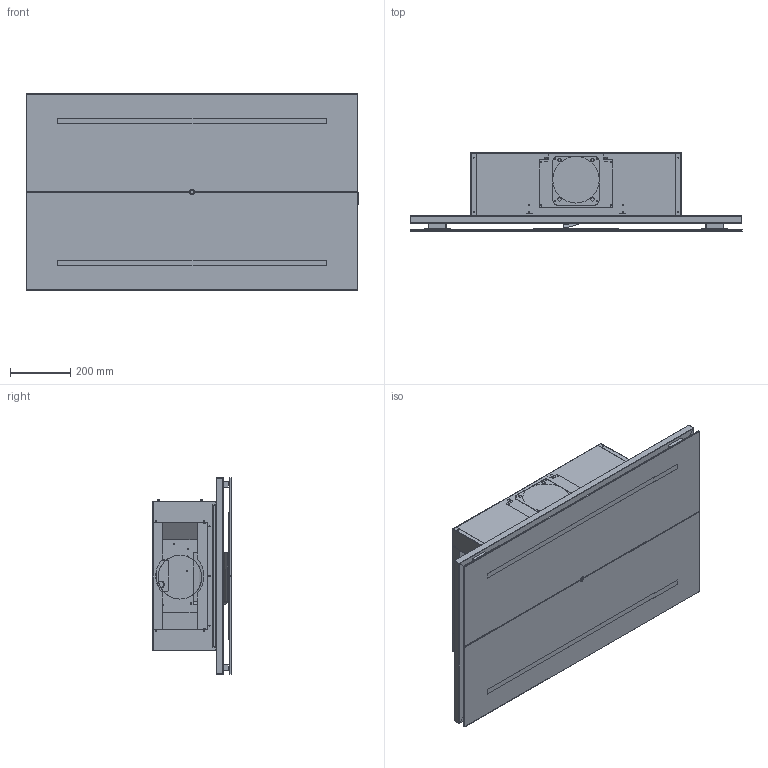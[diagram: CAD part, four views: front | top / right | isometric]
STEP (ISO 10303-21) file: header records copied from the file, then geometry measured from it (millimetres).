
FILE_DESCRIPTION (( 'STEP AP214' ), '1' );
FILE_NAME ('_S960_2014-12-10.STEP', '2019-02-13T09:48:38', ( 'sirius' ), ( '' ), 'SwSTEP 2.0', 'SolidWorks 2018', '' );
FILE_SCHEMA (( 'AUTOMOTIVE_DESIGN' ));
Length unit declared in the file: millimetre
Products named in the file (1): _S960_2014-12-10
Bounding box: 1100 x 260 x 650 mm (x, y, z)
Surface area: 4694006.1 mm2 (no closed solid volume)
Topology: 0 solids, 95 shells, 547 faces, 3325 edges, 2773 vertices
Faces by surface type: cylinder 322, plane 195, cone 19, bspline 9, torus 2
Entity records: 42144 total; most frequent: CARTESIAN_POINT 10532, DIRECTION 5449, ORIENTED_EDGE 4170, EDGE_CURVE 3325, VERTEX_POINT 2773, AXIS2_PLACEMENT_3D 1868, VECTOR 1713, LINE 1713
